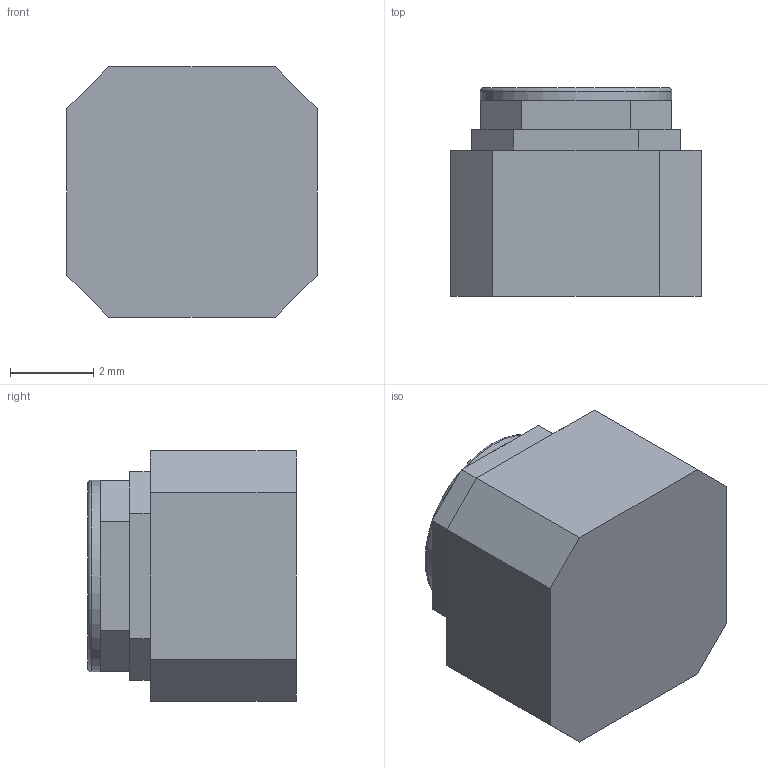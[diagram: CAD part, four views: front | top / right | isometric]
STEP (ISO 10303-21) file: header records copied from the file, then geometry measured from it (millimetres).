
FILE_DESCRIPTION(/* description */ (''),/* implementation_level */ '2;1');
FILE_NAME(/* name */ 'K2-1817UQ-C4SW-01 v1.step',/* time_stamp */ '2022-08-27T14:30:43+02:00',/* author */ (''),/* organization */ (''),/* preprocessor_version */ 'ST-DEVELOPER v19',/* originating_system */ 'Autodesk Translation Framework v11.7.0.108',/* authorisation */ '');
FILE_SCHEMA (('AUTOMOTIVE_DESIGN { 1 0 10303 214 3 1 1 }'));
Length unit declared in the file: millimetre
Products named in the file (1): K2-1817UQ-C4SW-01
Bounding box: 6 x 5 x 6 mm (x, y, z)
Volume: 148.9 mm3; surface area: 167.6 mm2
Topology: 1 solids, 1 shells, 34 faces, 85 edges, 55 vertices
Faces by surface type: plane 32, torus 1, cylinder 1
Full cylindrical faces by diameter (mm): 4.6 x1
Entity records: 1030 total; most frequent: CARTESIAN_POINT 175, ORIENTED_EDGE 170, DIRECTION 163, EDGE_CURVE 85, LINE 77, VECTOR 77, VERTEX_POINT 55, AXIS2_PLACEMENT_3D 43
